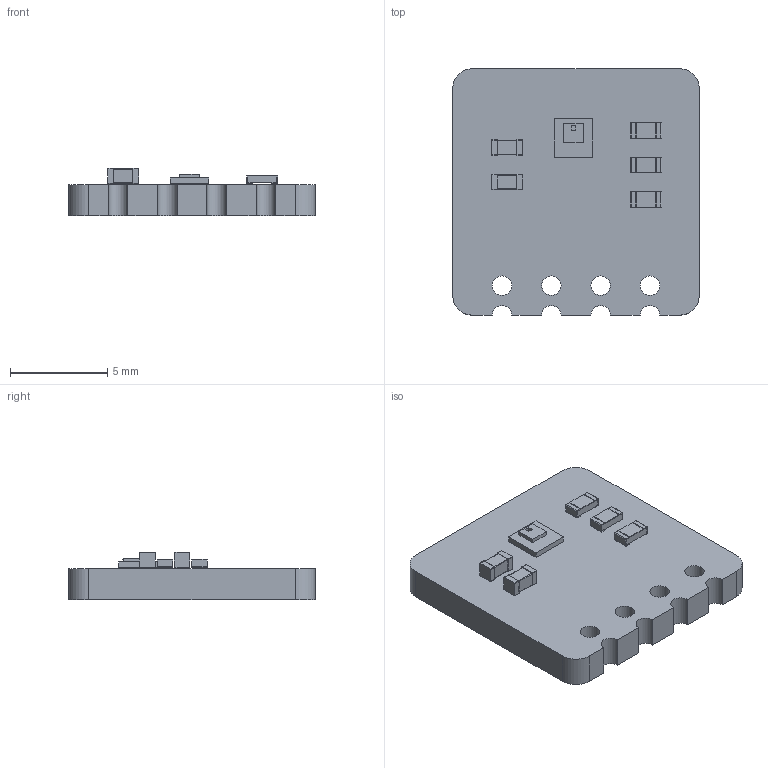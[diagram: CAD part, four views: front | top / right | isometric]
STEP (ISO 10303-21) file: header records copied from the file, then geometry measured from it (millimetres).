
FILE_DESCRIPTION(('KiCad electronic assembly'),'2;1');
FILE_NAME('ltr390Breakout.step','2021-09-28T12:01:44',('An Author'),( 'A Company'),'Open CASCADE STEP processor 6.9', 'KiCad to STEP converter','Unknown');
FILE_SCHEMA(('AUTOMOTIVE_DESIGN { 1 0 10303 214 1 1 1 1 }'));
Length unit declared in the file: millimetre
Products named in the file (8): Open CASCADE STEP translator 6.9 1; C_0603_1608Metric; SOLID; R_0603_1608Metric; LTR390_without_lid; COMPOUND
Assembly tree (10 placements, depth 3):
  Open CASCADE STEP translator 6.9 1
    C_0603_1608Metric  x2
      SOLID
    R_0603_1608Metric  x3
      SOLID
    LTR390_without_lid
      SOLID
    COMPOUND
Bounding box: 12.7 x 12.7 x 2.45 mm (x, y, z)
Volume: 254 mm3; surface area: 452 mm2
Topology: 7 solids, 7 shells, 202 faces, 516 edges, 340 vertices
Faces by surface type: plane 142, cylinder 60
Full cylindrical faces by diameter (mm): 1 x4
Entity records: 8609 total; most frequent: CARTESIAN_POINT 1389, DIRECTION 1226, LINE 788, VECTOR 788, ORIENTED_EDGE 616, PCURVE 616, DEFINITIONAL_REPRESENTATION 616, EDGE_CURVE 308
